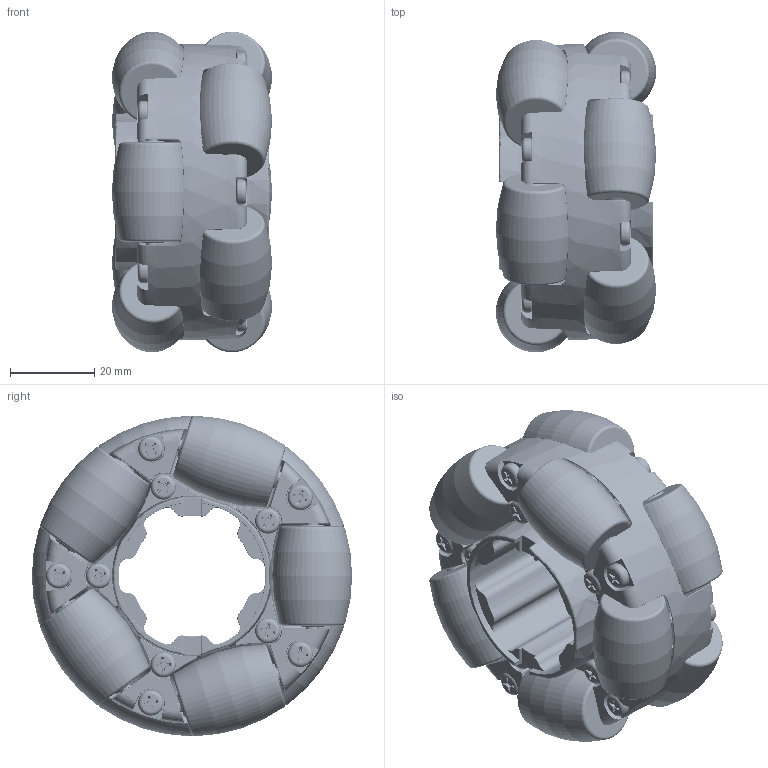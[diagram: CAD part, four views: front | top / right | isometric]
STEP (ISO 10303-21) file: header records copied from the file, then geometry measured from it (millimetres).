
FILE_DESCRIPTION (( 'STEP AP203' ), '1' );
FILE_NAME ('REV-21-2473.STEP', '2021-08-02T17:17:02', ( '' ), ( '' ), 'SwSTEP 2.0', 'SolidWorks 2019', '' );
FILE_SCHEMA (( 'CONFIG_CONTROL_DESIGN' ));
Length unit declared in the file: inch
Products named in the file (1): REV-21-2473
Bounding box: 38.1 x 76.16 x 76.19 mm (x, y, z)
Volume: 97620.1 mm3; surface area: 64114.1 mm2
Topology: 61 solids, 61 shells, 7325 faces, 19078 edges, 11757 vertices
Faces by surface type: cylinder 3055, bspline 1358, plane 1062, torus 974, cone 658, sphere 218
Entity records: 329271 total; most frequent: CARTESIAN_POINT 171160, ORIENTED_EDGE 37756, DIRECTION 27277, EDGE_CURVE 18878, VERTEX_POINT 11757, AXIS2_PLACEMENT_3D 11013, EDGE_LOOP 7489, ADVANCED_FACE 7325
